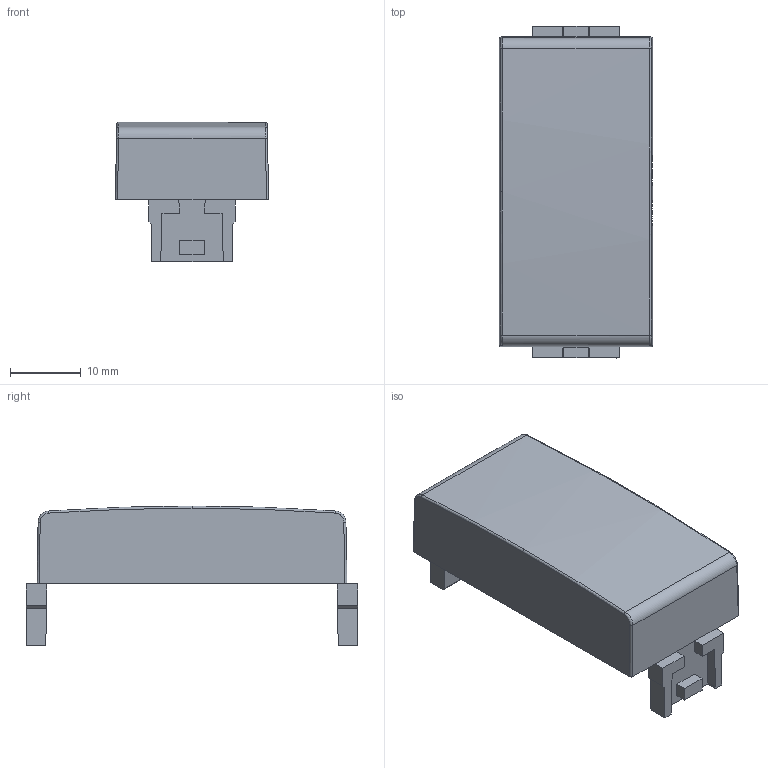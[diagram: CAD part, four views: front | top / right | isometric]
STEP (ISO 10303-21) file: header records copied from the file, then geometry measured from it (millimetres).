
FILE_DESCRIPTION (( 'STEP AP203' ), '1' );
FILE_NAME ('LIGHT.STEP', '2024-02-13T18:35:24', ( '' ), ( '' ), 'SwSTEP 2.0', 'SolidWorks 2020', '' );
FILE_SCHEMA (( 'CONFIG_CONTROL_DESIGN' ));
Length unit declared in the file: millimetre
Products named in the file (1): LIGHT
Bounding box: 21.7 x 47 x 19.8 mm (x, y, z)
Volume: 3661.2 mm3; surface area: 4936 mm2
Topology: 1 solids, 1 shells, 116 faces, 300 edges, 188 vertices
Faces by surface type: plane 79, cylinder 24, bspline 11, cone 2
Entity records: 3775 total; most frequent: CARTESIAN_POINT 970, ORIENTED_EDGE 600, DIRECTION 515, EDGE_CURVE 300, VECTOR 241, LINE 241, VERTEX_POINT 188, AXIS2_PLACEMENT_3D 137
